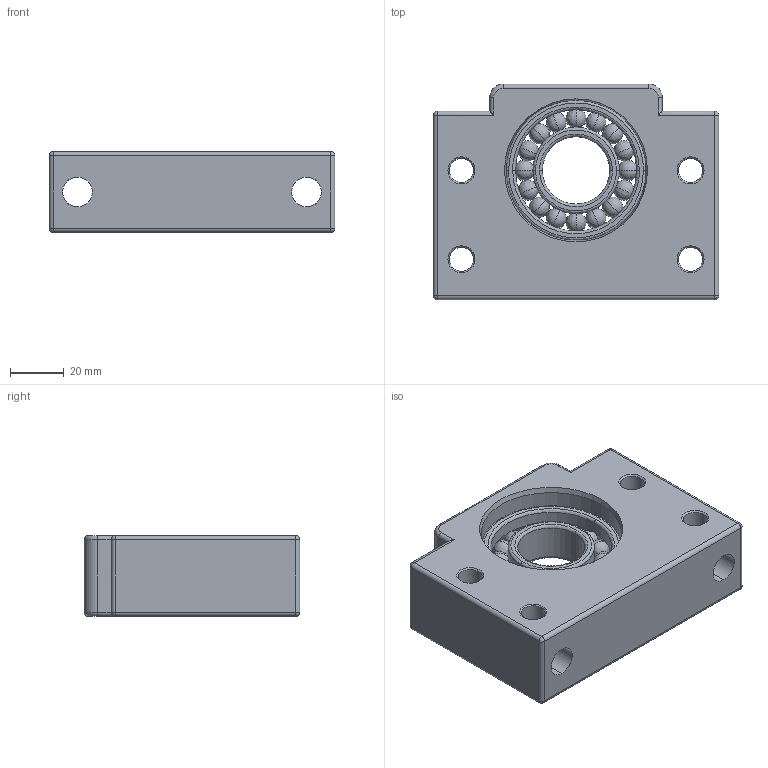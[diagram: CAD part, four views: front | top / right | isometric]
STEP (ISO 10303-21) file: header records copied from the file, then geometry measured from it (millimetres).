
FILE_DESCRIPTION (( 'STEP AP214' ), '1' );
FILE_NAME ('BF25疒玉.STEP', '2018-12-10T04:58:34', ( 'Windows 荤侩磊' ), ( '' ), 'SwSTEP 2.0', 'SolidWorks 2013', '' );
FILE_SCHEMA (( 'AUTOMOTIVE_DESIGN' ));
Length unit declared in the file: millimetre
Products named in the file (3): 6205ZZ軸承; BF25軸承座_體(成_); BF25疒玉
Assembly tree (2 placements, depth 2):
  BF25疒玉
    BF25軸承座_體(成_)
    6205ZZ軸承
Bounding box: 106 x 80 x 30 mm (x, y, z)
Volume: 171111.1 mm3; surface area: 44629.4 mm2
Topology: 19 solids, 19 shells, 166 faces, 426 edges, 218 vertices
Faces by surface type: cylinder 60, bspline 54, cone 24, plane 16, sphere 8, torus 4
Entity records: 5995 total; most frequent: CARTESIAN_POINT 2279, DIRECTION 716, ORIENTED_EDGE 708, EDGE_CURVE 354, AXIS2_PLACEMENT_3D 299, VERTEX_POINT 218, EDGE_LOOP 184, CIRCLE 182
